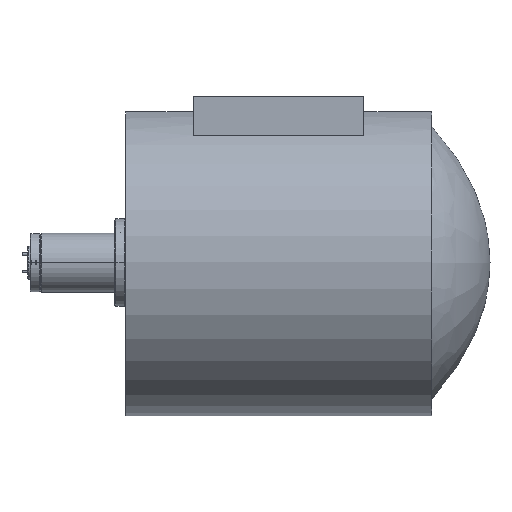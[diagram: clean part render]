
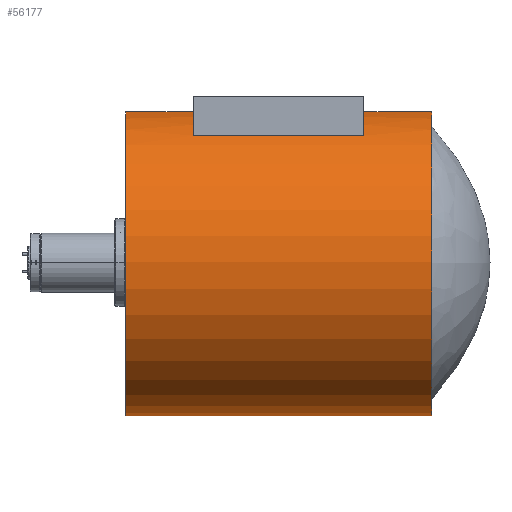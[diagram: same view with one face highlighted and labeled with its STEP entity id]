
A CAD part, left-side view. The second image highlights one B-rep face of the part: STEP entity #56177.
In plain terms, the highlighted cylindrical face has radius 88.9 mm (diameter 177.8 mm), a partial arc.
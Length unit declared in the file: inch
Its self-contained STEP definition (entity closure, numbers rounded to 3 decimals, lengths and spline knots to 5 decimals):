
#1196 = DIRECTION ( 'NONE',  ( 0., -1., 0. ) ) ;
#1234 = EDGE_CURVE ( 'NONE', #11845, #38934, #24934, .T. ) ;
#1578 = AXIS2_PLACEMENT_3D ( 'NONE', #48741, #54432, #57391 ) ;
#3036 = VECTOR ( 'NONE', #27611, 39.37008 ) ;
#5309 = CARTESIAN_POINT ( 'NONE',  ( 0., 5.45, 0. ) ) ;
#6827 = CARTESIAN_POINT ( 'NONE',  ( 0., 0., 0. ) ) ;
#11845 = VERTEX_POINT ( 'NONE', #34616 ) ;
#11921 = AXIS2_PLACEMENT_3D ( 'NONE', #16739, #52656, #17077 ) ;
#13937 = ORIENTED_EDGE ( 'NONE', *, *, #66221, .T. ) ;
#14125 = VERTEX_POINT ( 'NONE', #17300 ) ;
#14318 = ORIENTED_EDGE ( 'NONE', *, *, #1234, .T. ) ;
#15078 = DIRECTION ( 'NONE',  ( -1., 0., 0. ) ) ;
#16739 = CARTESIAN_POINT ( 'NONE',  ( 0., 1.55, 0. ) ) ;
#17077 = DIRECTION ( 'NONE',  ( 1., 0., 0. ) ) ;
#17223 = LINE ( 'NONE', #57214, #3036 ) ;
#17300 = CARTESIAN_POINT ( 'NONE',  ( -1.95, 1.55, 2.90646 ) ) ;
#17303 = DIRECTION ( 'NONE',  ( 0., 0., 1. ) ) ;
#17504 = CARTESIAN_POINT ( 'NONE',  ( 0., 7., -3.5 ) ) ;
#17619 = DIRECTION ( 'NONE',  ( 0., 0., 1. ) ) ;
#17875 = VERTEX_POINT ( 'NONE', #62591 ) ;
#17998 = CARTESIAN_POINT ( 'NONE',  ( -0.58949, 7., 3.45 ) ) ;
#18739 = VECTOR ( 'NONE', #1196, 39.37008 ) ;
#20629 = VERTEX_POINT ( 'NONE', #53701 ) ;
#20959 = VECTOR ( 'NONE', #33099, 39.37008 ) ;
#22562 = VERTEX_POINT ( 'NONE', #24454 ) ;
#22576 = ORIENTED_EDGE ( 'NONE', *, *, #53422, .T. ) ;
#24454 = CARTESIAN_POINT ( 'NONE',  ( -0.58949, 5.45, 3.45 ) ) ;
#24934 = CIRCLE ( 'NONE', #44225, 3.5 ) ;
#25419 = ORIENTED_EDGE ( 'NONE', *, *, #28505, .F. ) ;
#25582 = CARTESIAN_POINT ( 'NONE',  ( -0.58949, 0., 3.45 ) ) ;
#27611 = DIRECTION ( 'NONE',  ( 0., 1., 0. ) ) ;
#28505 = EDGE_CURVE ( 'NONE', #29747, #17875, #42897, .T. ) ;
#29747 = VERTEX_POINT ( 'NONE', #65481 ) ;
#29875 = ORIENTED_EDGE ( 'NONE', *, *, #56560, .F. ) ;
#30591 = CARTESIAN_POINT ( 'NONE',  ( -1.95, 5.45, 2.90646 ) ) ;
#30621 = EDGE_LOOP ( 'NONE', ( #25419, #56307, #14318, #22576, #13937, #29875, #34944, #55559 ) ) ;
#32103 = CARTESIAN_POINT ( 'NONE',  ( -1.95, 5.45, 2.90646 ) ) ;
#32944 = CYLINDRICAL_SURFACE ( 'NONE', #1578, 3.5 ) ;
#33099 = DIRECTION ( 'NONE',  ( 0., 1., 0. ) ) ;
#33816 = EDGE_CURVE ( 'NONE', #22562, #45479, #41017, .T. ) ;
#34616 = CARTESIAN_POINT ( 'NONE',  ( 0., 0., -3.5 ) ) ;
#34944 = ORIENTED_EDGE ( 'NONE', *, *, #33816, .F. ) ;
#35497 = EDGE_CURVE ( 'NONE', #22562, #17875, #58994, .T. ) ;
#36496 = AXIS2_PLACEMENT_3D ( 'NONE', #52894, #38431, #17303 ) ;
#37975 = DIRECTION ( 'NONE',  ( 0., -1., 0. ) ) ;
#38431 = DIRECTION ( 'NONE',  ( 0., 1., 0. ) ) ;
#38934 = VERTEX_POINT ( 'NONE', #25582 ) ;
#40890 = CIRCLE ( 'NONE', #11921, 3.5 ) ;
#41017 = CIRCLE ( 'NONE', #59276, 3.5 ) ;
#42897 = CIRCLE ( 'NONE', #36496, 3.5 ) ;
#43769 = EDGE_CURVE ( 'NONE', #29747, #11845, #63528, .T. ) ;
#44225 = AXIS2_PLACEMENT_3D ( 'NONE', #6827, #57604, #17619 ) ;
#45479 = VERTEX_POINT ( 'NONE', #30591 ) ;
#48741 = CARTESIAN_POINT ( 'NONE',  ( 0., 7., 0. ) ) ;
#52656 = DIRECTION ( 'NONE',  ( 0., -1., 0. ) ) ;
#52894 = CARTESIAN_POINT ( 'NONE',  ( 0., 7., 0. ) ) ;
#53422 = EDGE_CURVE ( 'NONE', #38934, #20629, #17223, .T. ) ;
#53701 = CARTESIAN_POINT ( 'NONE',  ( -0.58949, 1.55, 3.45 ) ) ;
#54432 = DIRECTION ( 'NONE',  ( 0., -1., 0. ) ) ;
#55559 = ORIENTED_EDGE ( 'NONE', *, *, #35497, .T. ) ;
#56177 = ADVANCED_FACE ( 'NONE', ( #58506 ), #32944, .T. ) ;
#56307 = ORIENTED_EDGE ( 'NONE', *, *, #43769, .T. ) ;
#56560 = EDGE_CURVE ( 'NONE', #45479, #14125, #58324, .T. ) ;
#57214 = CARTESIAN_POINT ( 'NONE',  ( -0.58949, 7., 3.45 ) ) ;
#57391 = DIRECTION ( 'NONE',  ( 0., 0., -1. ) ) ;
#57604 = DIRECTION ( 'NONE',  ( 0., 1., 0. ) ) ;
#58324 = LINE ( 'NONE', #32103, #18739 ) ;
#58506 = FACE_OUTER_BOUND ( 'NONE', #30621, .T. ) ;
#58994 = LINE ( 'NONE', #17998, #20959 ) ;
#59276 = AXIS2_PLACEMENT_3D ( 'NONE', #5309, #61123, #15078 ) ;
#61123 = DIRECTION ( 'NONE',  ( 0., -1., 0. ) ) ;
#62591 = CARTESIAN_POINT ( 'NONE',  ( -0.58949, 7., 3.45 ) ) ;
#62728 = VECTOR ( 'NONE', #37975, 39.37008 ) ;
#63528 = LINE ( 'NONE', #17504, #62728 ) ;
#65481 = CARTESIAN_POINT ( 'NONE',  ( 0., 7., -3.5 ) ) ;
#66221 = EDGE_CURVE ( 'NONE', #20629, #14125, #40890, .T. ) ;
